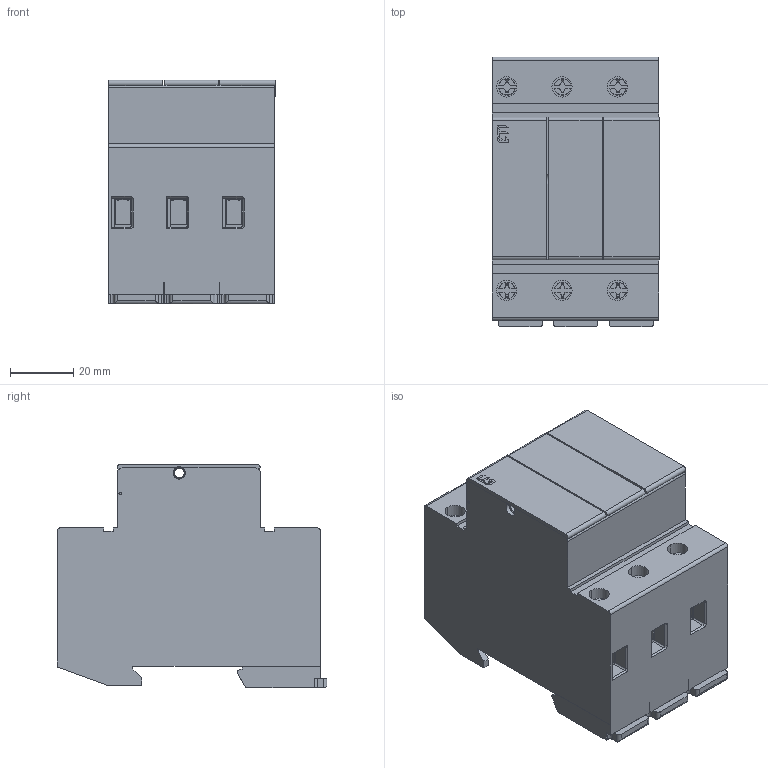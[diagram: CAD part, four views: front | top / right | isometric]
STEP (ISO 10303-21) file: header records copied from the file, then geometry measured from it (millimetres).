
FILE_DESCRIPTION((''),'2;1');
FILE_NAME('PCF10_3P_ETI','2017-09-20T',('matic.bajda'),('Audax d.o.o.'),'CREO PARAMETRIC BY PTC INC, 2016260','CREO PARAMETRIC BY PTC INC, 2016260','');
FILE_SCHEMA(('AUTOMOTIVE_DESIGN { 1 0 10303 214 1 1 1 1 }'));
Products named in the file (1): PCF10_3P_ETI
Bounding box: 52.85 x 85.31 x 70.8 mm (x, y, z)
Volume: 242399.6 mm3; surface area: 34220.7 mm2
Topology: 1 solids, 1 shells, 1544 faces, 4159 edges, 2730 vertices
Faces by surface type: plane 1108, bspline 204, cylinder 194, cone 36, torus 2
Entity records: 74208 total; most frequent: CARTESIAN_POINT 23518, ORIENTED_EDGE 8318, DIRECTION 6921, PRESENTATION_STYLE_ASSIGNMENT 4163, STYLED_ITEM 4160, CURVE_STYLE 4159, EDGE_CURVE 4159, VECTOR 3333
